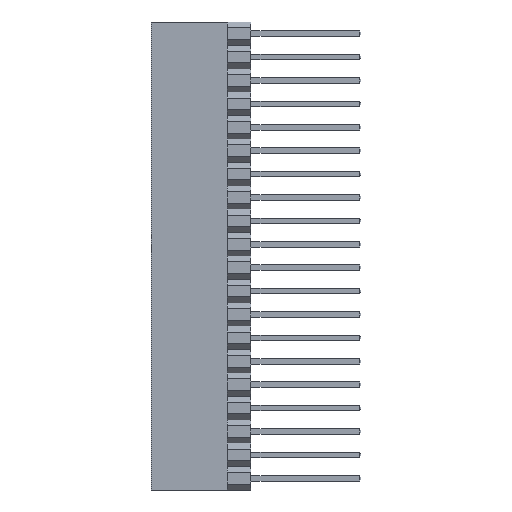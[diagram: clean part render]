
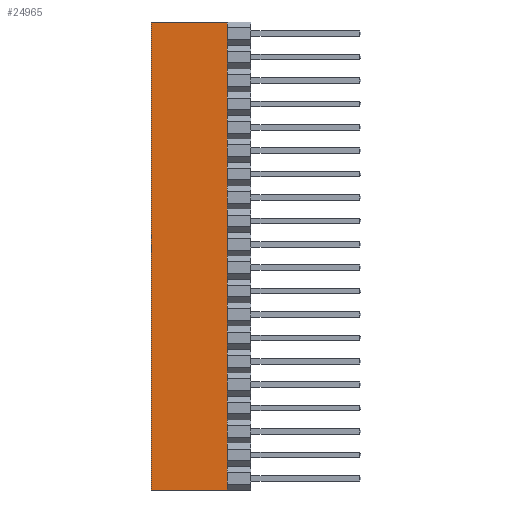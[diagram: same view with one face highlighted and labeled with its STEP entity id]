
A CAD part, left-side view. The second image highlights one B-rep face of the part: STEP entity #24965.
In plain terms, the highlighted planar face has unit normal (-1, 0, 0).
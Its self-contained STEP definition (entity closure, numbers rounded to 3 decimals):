
#1033=FACE_OUTER_BOUND('',#2573,.T.);
#2573=EDGE_LOOP('',(#19233,#19234,#19235,#19236));
#4392=LINE('',#35376,#7840);
#5179=LINE('',#36949,#8627);
#5180=LINE('',#36952,#8628);
#5181=LINE('',#36953,#8629);
#7840=VECTOR('',#28789,10.);
#8627=VECTOR('',#30206,10.);
#8628=VECTOR('',#30209,10.);
#8629=VECTOR('',#30210,10.);
#10990=VERTEX_POINT('',#35373);
#10991=VERTEX_POINT('',#35375);
#11461=VERTEX_POINT('',#36945);
#11463=VERTEX_POINT('',#36951);
#13480=EDGE_CURVE('',#10990,#10991,#4392,.T.);
#14267=EDGE_CURVE('',#11461,#10991,#5179,.T.);
#14268=EDGE_CURVE('',#11463,#11461,#5180,.T.);
#14269=EDGE_CURVE('',#11463,#10990,#5181,.T.);
#19233=ORIENTED_EDGE('',*,*,#14268,.T.);
#19234=ORIENTED_EDGE('',*,*,#14267,.T.);
#19235=ORIENTED_EDGE('',*,*,#13480,.F.);
#19236=ORIENTED_EDGE('',*,*,#14269,.F.);
#23545=PLANE('',#26486);
#24965=ADVANCED_FACE('',(#1033),#23545,.T.);
#26486=AXIS2_PLACEMENT_3D('',#36950,#30207,#30208);
#28789=DIRECTION('',(0.,0.,1.));
#30206=DIRECTION('',(0.,1.,0.));
#30207=DIRECTION('center_axis',(-1.,0.,0.));
#30208=DIRECTION('ref_axis',(0.,0.,1.));
#30209=DIRECTION('',(0.,0.,1.));
#30210=DIRECTION('',(0.,1.,0.));
#35373=CARTESIAN_POINT('',(-2.54,10.84,-25.4));
#35375=CARTESIAN_POINT('',(-2.54,10.84,25.4));
#35376=CARTESIAN_POINT('',(-2.54,10.84,-25.4));
#36945=CARTESIAN_POINT('',(-2.54,2.54,25.4));
#36949=CARTESIAN_POINT('',(-2.54,2.54,25.4));
#36950=CARTESIAN_POINT('Origin',(-2.54,2.54,-25.4));
#36951=CARTESIAN_POINT('',(-2.54,2.54,-25.4));
#36952=CARTESIAN_POINT('',(-2.54,2.54,-25.4));
#36953=CARTESIAN_POINT('',(-2.54,2.54,-25.4));
